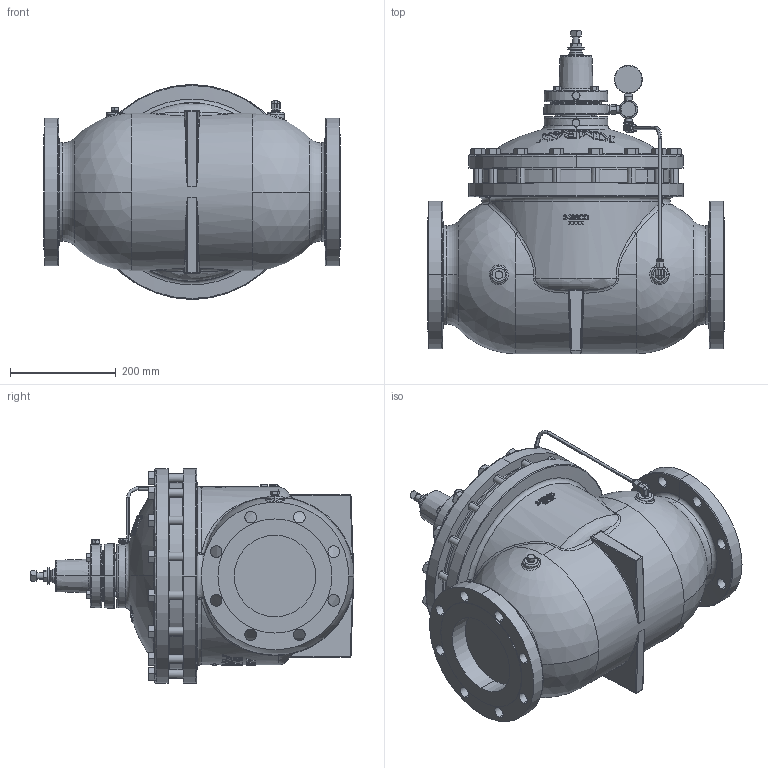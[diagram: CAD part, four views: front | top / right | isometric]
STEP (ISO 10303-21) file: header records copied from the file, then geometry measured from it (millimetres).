
FILE_DESCRIPTION (( 'STEP AP214' ), '1' );
FILE_NAME ('6 INCH 618 FGT BP-D (AAY).STEP', '2020-06-29T16:31:13', ( '' ), ( '' ), 'SwSTEP 2.0', 'SolidWorks 2019', '' );
FILE_SCHEMA (( 'AUTOMOTIVE_DESIGN' ));
Length unit declared in the file: inch
Products named in the file (1): 6 INCH 618 FGT BP-D (AAY)
Bounding box: 560.37 x 612.57 x 406.4 mm (x, y, z)
Volume: 48444637.9 mm3; surface area: 1205786.5 mm2
Topology: 1 solids, 1 shells, 2433 faces, 6237 edges, 3869 vertices
Faces by surface type: plane 975, bspline 521, cylinder 465, cone 277, torus 114, sphere 81
Entity records: 128188 total; most frequent: CARTESIAN_POINT 60167, ORIENTED_EDGE 12346, DIRECTION 9958, EDGE_CURVE 6173, AXIS2_PLACEMENT_3D 3951, VERTEX_POINT 3869, EDGE_LOOP 2636, ADVANCED_FACE 2433
